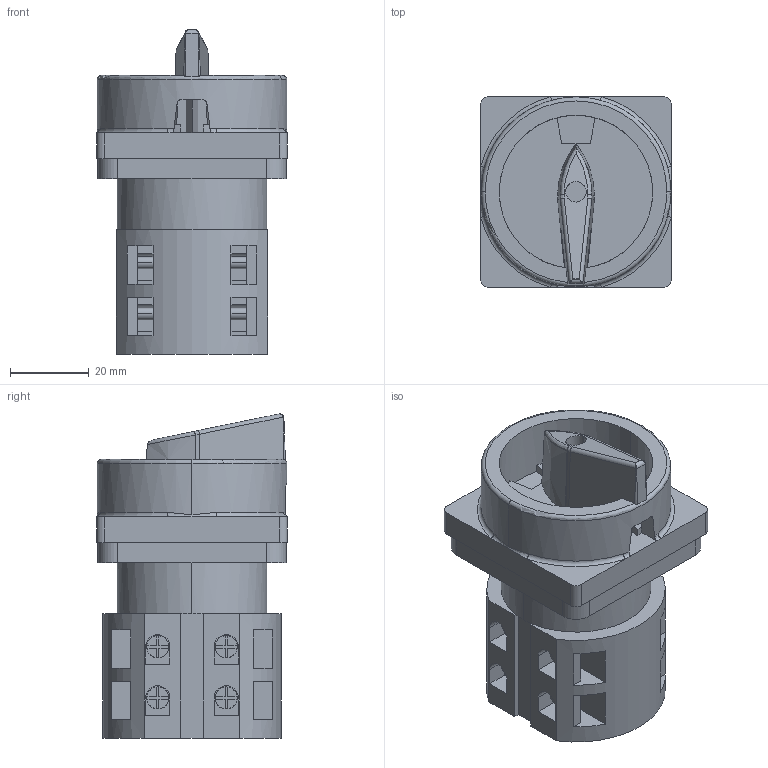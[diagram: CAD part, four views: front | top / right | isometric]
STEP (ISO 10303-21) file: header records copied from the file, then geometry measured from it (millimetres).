
FILE_DESCRIPTION (( 'STEP AP214' ), '1' );
FILE_NAME ('ﾏﾊﾏ-25-2.STEP', '2017-12-25T06:22:23', ( 'AutoBVT' ), ( 'Microsoft' ), 'SwSTEP 2.0', 'SolidWorks 2014', '' );
FILE_SCHEMA (( 'AUTOMOTIVE_DESIGN' ));
Length unit declared in the file: millimetre
Products named in the file (1): ﾏﾊﾏ-25-2
Bounding box: 48.5 x 48.5 x 82.38 mm (x, y, z)
Volume: 97767.4 mm3; surface area: 23168.7 mm2
Topology: 1 solids, 1 shells, 359 faces, 991 edges, 651 vertices
Faces by surface type: plane 255, cylinder 77, bspline 13, cone 8, torus 6
Entity records: 12223 total; most frequent: CARTESIAN_POINT 2924, ORIENTED_EDGE 1978, DIRECTION 1891, EDGE_CURVE 989, VECTOR 657, LINE 657, VERTEX_POINT 651, AXIS2_PLACEMENT_3D 617
